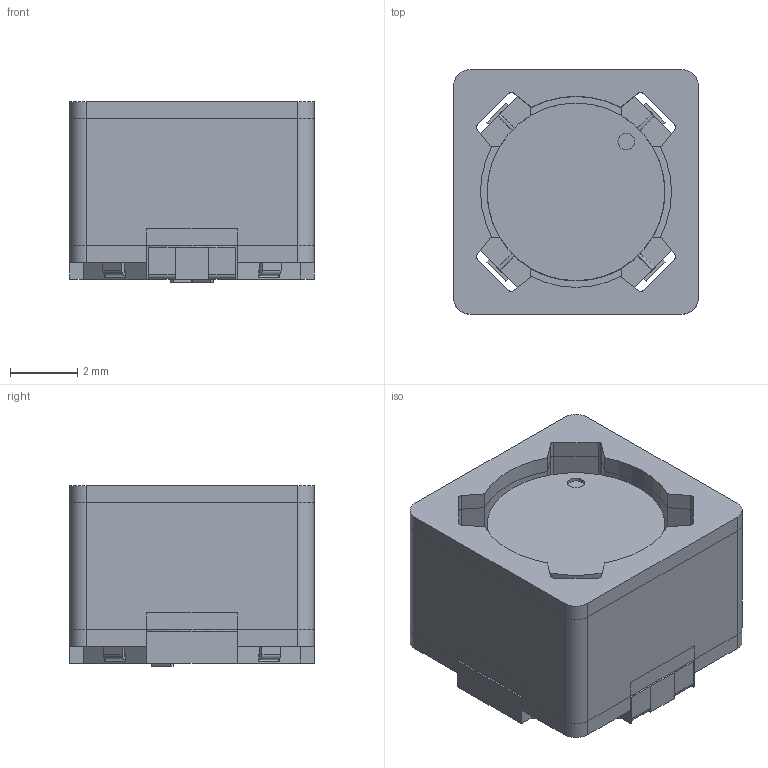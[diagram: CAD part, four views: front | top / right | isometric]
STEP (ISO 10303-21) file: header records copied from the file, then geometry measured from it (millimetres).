
FILE_DESCRIPTION( ( 'Unknown' ), '1' );
FILE_NAME( '744281xxx.stp', 'Unknown', ( 'Unknown' ), ( 'Unknown' ), 'PSStep 13.0', 'Unknown', ' ' );
FILE_SCHEMA( ( 'AUTOMOTIVE_DESIGN { 1 0 10303 214 1 1 1 1 }' ) );
Length unit declared in the file: millimetre
Products named in the file (7): Assem1; Pin; Deckel; Kern; Pin_2
Bounding box: 7.3 x 7.3 x 5.4 mm (x, y, z)
Surface area: 1254 mm2
Topology: 14 solids, 14 shells, 528 faces, 1446 edges, 942 vertices
Faces by surface type: plane 354, cylinder 138, bspline 36
Full cylindrical faces by diameter (mm): 0.5 x2, 2.75 x2, 5.3 x4
Entity records: 15088 total; most frequent: CARTESIAN_POINT 7065, ORIENTED_EDGE 1266, DIRECTION 1190, EDGE_CURVE 633, LINE 498, VECTOR 498, VERTEX_POINT 425, AXIS2_PLACEMENT_3D 346
